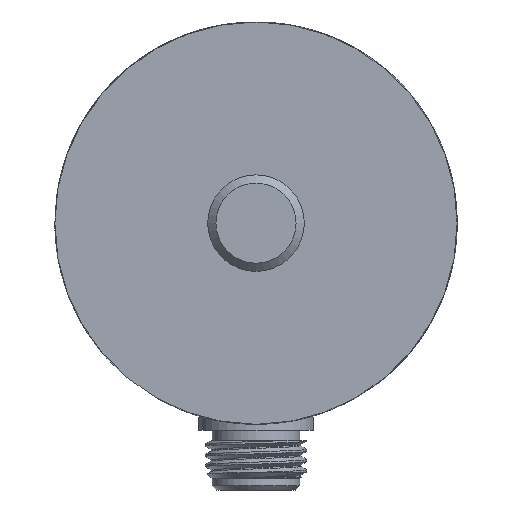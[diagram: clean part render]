
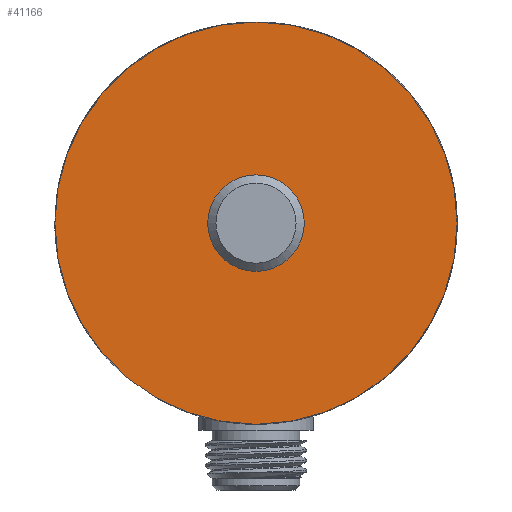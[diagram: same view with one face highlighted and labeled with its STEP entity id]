
A CAD part, front view. The second image highlights one B-rep face of the part: STEP entity #41166.
In plain terms, the highlighted planar face has unit normal (0, -1, 0).
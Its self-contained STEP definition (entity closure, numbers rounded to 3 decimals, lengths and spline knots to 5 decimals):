
#560=FACE_BOUND('',#11889,.T.);
#7382=PLANE('',#43545);
#9309=FACE_OUTER_BOUND('',#11888,.T.);
#11888=EDGE_LOOP('',(#35867));
#11889=EDGE_LOOP('',(#35868));
#15417=CIRCLE('',#43544,0.09154);
#15418=CIRCLE('',#43546,0.49);
#19262=VERTEX_POINT('',#88727);
#19263=VERTEX_POINT('',#88731);
#24848=EDGE_CURVE('',#19262,#19262,#15417,.T.);
#24850=EDGE_CURVE('',#19263,#19263,#15418,.T.);
#35867=ORIENTED_EDGE('',*,*,#24850,.F.);
#35868=ORIENTED_EDGE('',*,*,#24848,.T.);
#41166=ADVANCED_FACE('',(#9309,#560),#7382,.T.);
#43544=AXIS2_PLACEMENT_3D('',#88728,#50307,#50308);
#43545=AXIS2_PLACEMENT_3D('',#88730,#50310,#50311);
#43546=AXIS2_PLACEMENT_3D('',#88732,#50312,#50313);
#50307=DIRECTION('center_axis',(0.,1.,0.));
#50308=DIRECTION('ref_axis',(-1.,0.,0.));
#50310=DIRECTION('center_axis',(0.,-1.,0.));
#50311=DIRECTION('ref_axis',(0.,0.,1.));
#50312=DIRECTION('center_axis',(0.,1.,0.));
#50313=DIRECTION('ref_axis',(-1.,0.,0.));
#88727=CARTESIAN_POINT('',(0.09154,-0.47,0.));
#88728=CARTESIAN_POINT('Origin',(0.,-0.47,0.));
#88730=CARTESIAN_POINT('Origin',(-0.49,-0.47,0.));
#88731=CARTESIAN_POINT('',(0.49,-0.47,0.));
#88732=CARTESIAN_POINT('Origin',(0.,-0.47,0.));
